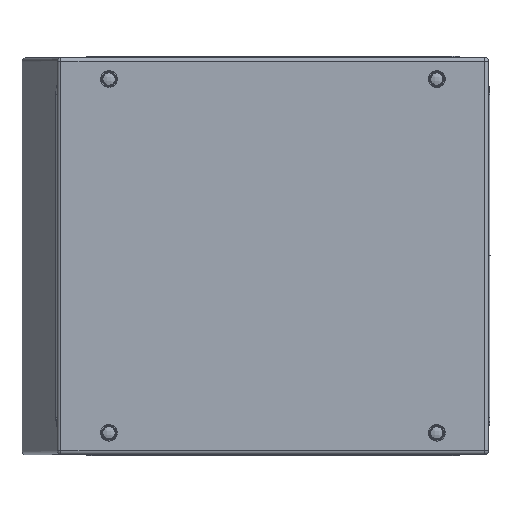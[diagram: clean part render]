
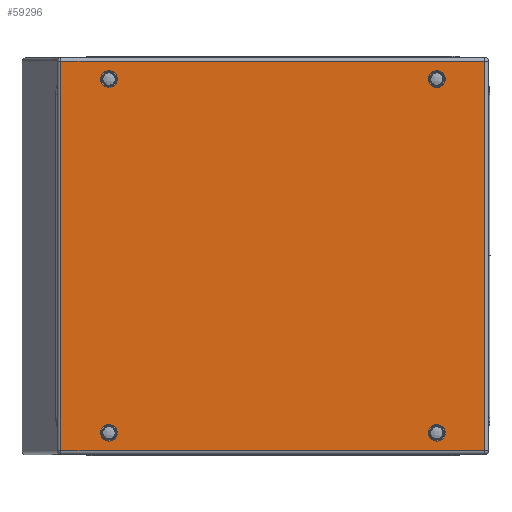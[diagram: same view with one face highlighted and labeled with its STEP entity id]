
A CAD part, top view. The second image highlights one B-rep face of the part: STEP entity #59296.
In plain terms, the highlighted planar face has unit normal (0, 0, 1).
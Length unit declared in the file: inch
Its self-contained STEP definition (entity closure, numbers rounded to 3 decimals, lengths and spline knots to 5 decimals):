
#598 = DIRECTION ( 'NONE',  ( 0., 0., 1. ) ) ;
#815 = CARTESIAN_POINT ( 'NONE',  ( 1.5, 10.735, 6.748 ) ) ;
#3425 = DIRECTION ( 'NONE',  ( 0., 0., 1. ) ) ;
#3838 = ORIENTED_EDGE ( 'NONE', *, *, #55736, .T. ) ;
#4106 = EDGE_CURVE ( 'NONE', #51517, #53733, #14593, .T. ) ;
#4601 = CARTESIAN_POINT ( 'NONE',  ( 6.25, 5.75, 6.748 ) ) ;
#5411 = ORIENTED_EDGE ( 'NONE', *, *, #67090, .F. ) ;
#7732 = ORIENTED_EDGE ( 'NONE', *, *, #20421, .F. ) ;
#7811 = CARTESIAN_POINT ( 'NONE',  ( 1.5, 0.625, 6.748 ) ) ;
#8043 = CARTESIAN_POINT ( 'NONE',  ( 12.5, 0.11, 6.748 ) ) ;
#8214 = DIRECTION ( 'NONE',  ( 0., 1., 0. ) ) ;
#8828 = EDGE_LOOP ( 'NONE', ( #5411 ) ) ;
#8868 = DIRECTION ( 'NONE',  ( -1., 0., 0. ) ) ;
#9221 = DIRECTION ( 'NONE',  ( 0., -1., 0. ) ) ;
#10347 = PLANE ( 'NONE',  #49601 ) ;
#10678 = DIRECTION ( 'NONE',  ( 0., 0., 1. ) ) ;
#12003 = AXIS2_PLACEMENT_3D ( 'NONE', #65948, #3425, #65608 ) ;
#12325 = ORIENTED_EDGE ( 'NONE', *, *, #32822, .T. ) ;
#14593 = LINE ( 'NONE', #61239, #37499 ) ;
#14740 = FACE_BOUND ( 'NONE', #8828, .T. ) ;
#14869 = CIRCLE ( 'NONE', #37630, 0.14 ) ;
#16458 = EDGE_LOOP ( 'NONE', ( #28416 ) ) ;
#16866 = ORIENTED_EDGE ( 'NONE', *, *, #4106, .T. ) ;
#17895 = CARTESIAN_POINT ( 'NONE',  ( 0.11, 0., 6.748 ) ) ;
#18084 = VERTEX_POINT ( 'NONE', #39606 ) ;
#18698 = EDGE_LOOP ( 'NONE', ( #36620, #12325, #3838, #16866 ) ) ;
#18941 = CIRCLE ( 'NONE', #31980, 0.14 ) ;
#19231 = CARTESIAN_POINT ( 'NONE',  ( 12.39, 11.39, 6.748 ) ) ;
#19518 = LINE ( 'NONE', #8043, #49316 ) ;
#19802 = AXIS2_PLACEMENT_3D ( 'NONE', #62612, #55746, #9221 ) ;
#20421 = EDGE_CURVE ( 'NONE', #44647, #44647, #14869, .T. ) ;
#20836 = FACE_BOUND ( 'NONE', #40054, .T. ) ;
#21988 = CIRCLE ( 'NONE', #19802, 0.14 ) ;
#22632 = CARTESIAN_POINT ( 'NONE',  ( 11., 10.735, 6.748 ) ) ;
#22698 = EDGE_CURVE ( 'NONE', #53733, #23243, #61245, .T. ) ;
#23243 = VERTEX_POINT ( 'NONE', #32966 ) ;
#23801 = EDGE_CURVE ( 'NONE', #41571, #41571, #66306, .T. ) ;
#23812 = VECTOR ( 'NONE', #8868, 39.37008 ) ;
#25604 = DIRECTION ( 'NONE',  ( 0., -1., 0. ) ) ;
#26044 = VERTEX_POINT ( 'NONE', #22632 ) ;
#27556 = VERTEX_POINT ( 'NONE', #58558 ) ;
#28160 = DIRECTION ( 'NONE',  ( 0., 0., 1. ) ) ;
#28416 = ORIENTED_EDGE ( 'NONE', *, *, #23801, .F. ) ;
#30684 = FACE_BOUND ( 'NONE', #30734, .T. ) ;
#30734 = EDGE_LOOP ( 'NONE', ( #52020 ) ) ;
#31359 = FACE_OUTER_BOUND ( 'NONE', #18698, .T. ) ;
#31445 = DIRECTION ( 'NONE',  ( 0., -1., 0. ) ) ;
#31980 = AXIS2_PLACEMENT_3D ( 'NONE', #7811, #28160, #32895 ) ;
#32822 = EDGE_CURVE ( 'NONE', #23243, #18084, #34193, .T. ) ;
#32895 = DIRECTION ( 'NONE',  ( 0., -1., 0. ) ) ;
#32966 = CARTESIAN_POINT ( 'NONE',  ( 0.11, 11.39, 6.748 ) ) ;
#34193 = LINE ( 'NONE', #17895, #35349 ) ;
#35349 = VECTOR ( 'NONE', #54606, 39.37008 ) ;
#36620 = ORIENTED_EDGE ( 'NONE', *, *, #22698, .T. ) ;
#37499 = VECTOR ( 'NONE', #8214, 39.37008 ) ;
#37510 = CARTESIAN_POINT ( 'NONE',  ( 12.39, 0.11, 6.748 ) ) ;
#37630 = AXIS2_PLACEMENT_3D ( 'NONE', #42028, #598, #31445 ) ;
#39606 = CARTESIAN_POINT ( 'NONE',  ( 0.11, 0.11, 6.748 ) ) ;
#40054 = EDGE_LOOP ( 'NONE', ( #7732 ) ) ;
#41571 = VERTEX_POINT ( 'NONE', #815 ) ;
#42028 = CARTESIAN_POINT ( 'NONE',  ( 11., 0.625, 6.748 ) ) ;
#44286 = EDGE_CURVE ( 'NONE', #27556, #27556, #18941, .T. ) ;
#44647 = VERTEX_POINT ( 'NONE', #60358 ) ;
#45508 = CARTESIAN_POINT ( 'NONE',  ( 0., 11.39, 6.748 ) ) ;
#49316 = VECTOR ( 'NONE', #55924, 39.37008 ) ;
#49601 = AXIS2_PLACEMENT_3D ( 'NONE', #4601, #10678, #25604 ) ;
#51517 = VERTEX_POINT ( 'NONE', #37510 ) ;
#52020 = ORIENTED_EDGE ( 'NONE', *, *, #44286, .F. ) ;
#53733 = VERTEX_POINT ( 'NONE', #19231 ) ;
#54606 = DIRECTION ( 'NONE',  ( 0., -1., 0. ) ) ;
#55736 = EDGE_CURVE ( 'NONE', #18084, #51517, #19518, .T. ) ;
#55746 = DIRECTION ( 'NONE',  ( 0., 0., 1. ) ) ;
#55924 = DIRECTION ( 'NONE',  ( 1., 0., 0. ) ) ;
#58558 = CARTESIAN_POINT ( 'NONE',  ( 1.5, 0.485, 6.748 ) ) ;
#59296 = ADVANCED_FACE ( 'NONE', ( #31359, #20836, #30684, #61398, #14740 ), #10347, .T. ) ;
#60358 = CARTESIAN_POINT ( 'NONE',  ( 11., 0.485, 6.748 ) ) ;
#61239 = CARTESIAN_POINT ( 'NONE',  ( 12.39, 11.5, 6.748 ) ) ;
#61245 = LINE ( 'NONE', #45508, #23812 ) ;
#61398 = FACE_BOUND ( 'NONE', #16458, .T. ) ;
#62612 = CARTESIAN_POINT ( 'NONE',  ( 11., 10.875, 6.748 ) ) ;
#65608 = DIRECTION ( 'NONE',  ( 0., -1., 0. ) ) ;
#65948 = CARTESIAN_POINT ( 'NONE',  ( 1.5, 10.875, 6.748 ) ) ;
#66306 = CIRCLE ( 'NONE', #12003, 0.14 ) ;
#67090 = EDGE_CURVE ( 'NONE', #26044, #26044, #21988, .T. ) ;
